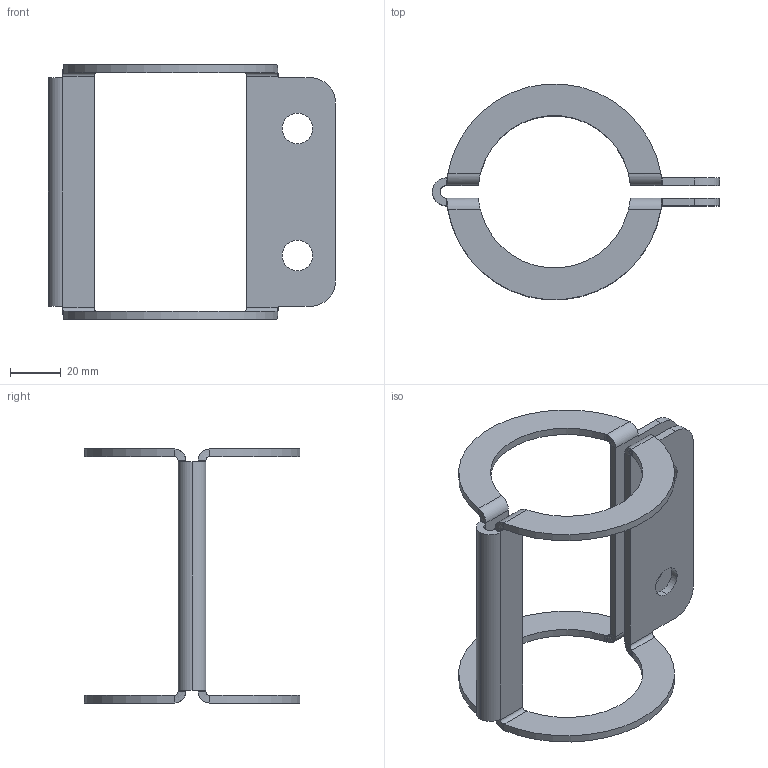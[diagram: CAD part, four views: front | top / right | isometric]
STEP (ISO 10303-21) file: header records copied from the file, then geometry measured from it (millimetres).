
FILE_DESCRIPTION (( 'STEP AP214' ), '1' );
FILE_NAME ('Part11.STEP', '2025-03-03T12:49:36', ( '' ), ( '' ), 'SwSTEP 2.0', 'SolidWorks 2024', '' );
FILE_SCHEMA (( 'AUTOMOTIVE_DESIGN' ));
Length unit declared in the file: millimetre
Products named in the file (1): Part11
Bounding box: 113 x 84.71 x 100 mm (x, y, z)
Volume: 44079.9 mm3; surface area: 34400.4 mm2
Topology: 1 solids, 1 shells, 136 faces, 338 edges, 200 vertices
Faces by surface type: cylinder 48, bspline 44, plane 40, cone 4
Entity records: 4459 total; most frequent: CARTESIAN_POINT 1593, ORIENTED_EDGE 676, DIRECTION 444, EDGE_CURVE 338, VERTEX_POINT 200, AXIS2_PLACEMENT_3D 161, B_SPLINE_CURVE_WITH_KNOTS 148, EDGE_LOOP 144
